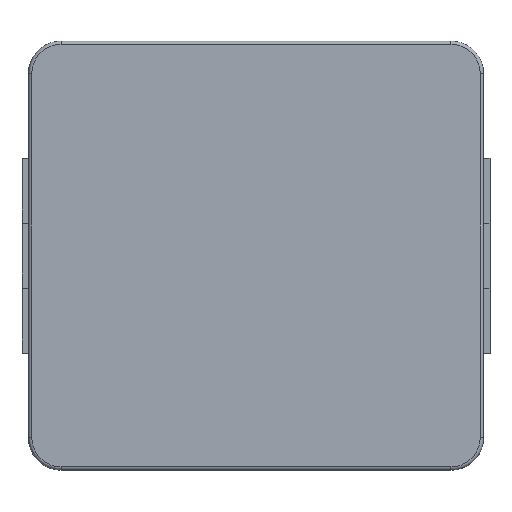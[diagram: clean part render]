
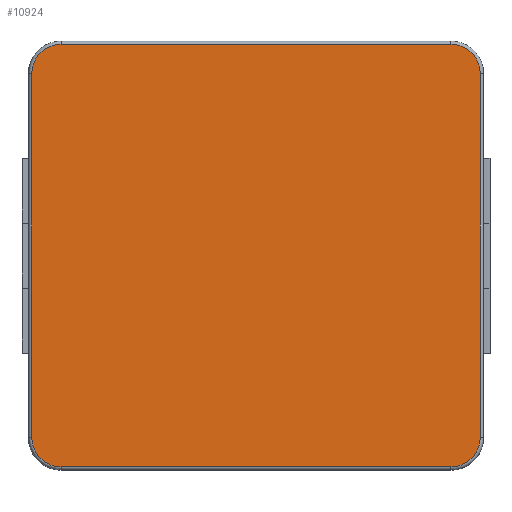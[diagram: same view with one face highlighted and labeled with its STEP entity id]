
A CAD part, top view. The second image highlights one B-rep face of the part: STEP entity #10924.
In plain terms, the highlighted planar face has unit normal (0, 0, 1).
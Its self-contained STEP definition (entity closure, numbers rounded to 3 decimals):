
#43 = FACE_OUTER_BOUND ( 'NONE', #12452, .T. ) ;
#275 = EDGE_CURVE ( 'NONE', #7222, #8719, #7610, .T. ) ;
#420 = ORIENTED_EDGE ( 'NONE', *, *, #10249, .T. ) ;
#717 = ORIENTED_EDGE ( 'NONE', *, *, #11794, .T. ) ;
#1356 = ORIENTED_EDGE ( 'NONE', *, *, #10744, .T. ) ;
#1950 = EDGE_CURVE ( 'NONE', #8719, #1969, #11659, .T. ) ;
#1969 = VERTEX_POINT ( 'NONE', #11637 ) ;
#2171 = PLANE ( 'NONE',  #6946 ) ;
#2173 = ORIENTED_EDGE ( 'NONE', *, *, #275, .T. ) ;
#2342 = CARTESIAN_POINT ( 'NONE',  ( 3., 2.8, 1.8 ) ) ;
#2448 = ORIENTED_EDGE ( 'NONE', *, *, #1950, .T. ) ;
#2762 = DIRECTION ( 'NONE',  ( 0., 0., 1. ) ) ;
#2971 = LINE ( 'NONE', #7391, #11596 ) ;
#3391 = DIRECTION ( 'NONE',  ( 1., 0., 0. ) ) ;
#3742 = LINE ( 'NONE', #11398, #5639 ) ;
#3774 = CARTESIAN_POINT ( 'NONE',  ( -3., 3.25, 1.8 ) ) ;
#4363 = DIRECTION ( 'NONE',  ( 0., 0., 1. ) ) ;
#4398 = DIRECTION ( 'NONE',  ( 1., 0., 0. ) ) ;
#4707 = VERTEX_POINT ( 'NONE', #7556 ) ;
#4833 = DIRECTION ( 'NONE',  ( 0., 0., 1. ) ) ;
#5639 = VECTOR ( 'NONE', #13495, 1000. ) ;
#6094 = DIRECTION ( 'NONE',  ( 1., 0., 0. ) ) ;
#6295 = CARTESIAN_POINT ( 'NONE',  ( -3.45, -2.8, 1.8 ) ) ;
#6470 = CARTESIAN_POINT ( 'NONE',  ( 0., 0., 1.8 ) ) ;
#6501 = CARTESIAN_POINT ( 'NONE',  ( 3.45, 2.8, 1.8 ) ) ;
#6630 = DIRECTION ( 'NONE',  ( 1., 0., 0. ) ) ;
#6762 = DIRECTION ( 'NONE',  ( 0., 0., 1. ) ) ;
#6881 = VERTEX_POINT ( 'NONE', #7294 ) ;
#6946 = AXIS2_PLACEMENT_3D ( 'NONE', #6470, #8417, #4398 ) ;
#7222 = VERTEX_POINT ( 'NONE', #12052 ) ;
#7294 = CARTESIAN_POINT ( 'NONE',  ( -3., -3.25, 1.8 ) ) ;
#7391 = CARTESIAN_POINT ( 'NONE',  ( -3., 3.25, 1.8 ) ) ;
#7556 = CARTESIAN_POINT ( 'NONE',  ( 3., -3.25, 1.8 ) ) ;
#7610 = LINE ( 'NONE', #6501, #12410 ) ;
#7838 = AXIS2_PLACEMENT_3D ( 'NONE', #2342, #4363, #3391 ) ;
#7952 = ORIENTED_EDGE ( 'NONE', *, *, #10389, .T. ) ;
#8025 = CARTESIAN_POINT ( 'NONE',  ( 3., -2.8, 1.8 ) ) ;
#8169 = CARTESIAN_POINT ( 'NONE',  ( -3.45, 2.8, 1.8 ) ) ;
#8185 = LINE ( 'NONE', #6295, #10738 ) ;
#8417 = DIRECTION ( 'NONE',  ( 0., 0., 1. ) ) ;
#8719 = VERTEX_POINT ( 'NONE', #9471 ) ;
#8720 = CARTESIAN_POINT ( 'NONE',  ( -3., -2.8, 1.8 ) ) ;
#8730 = AXIS2_PLACEMENT_3D ( 'NONE', #8025, #4833, #9066 ) ;
#9029 = ORIENTED_EDGE ( 'NONE', *, *, #12598, .T. ) ;
#9066 = DIRECTION ( 'NONE',  ( 1., 0., 0. ) ) ;
#9099 = VERTEX_POINT ( 'NONE', #8169 ) ;
#9176 = CIRCLE ( 'NONE', #8730, 0.45 ) ;
#9333 = VERTEX_POINT ( 'NONE', #3774 ) ;
#9471 = CARTESIAN_POINT ( 'NONE',  ( 3.45, 2.8, 1.8 ) ) ;
#10179 = VERTEX_POINT ( 'NONE', #11433 ) ;
#10249 = EDGE_CURVE ( 'NONE', #9333, #9099, #11444, .T. ) ;
#10389 = EDGE_CURVE ( 'NONE', #6881, #4707, #3742, .T. ) ;
#10413 = DIRECTION ( 'NONE',  ( -1., 0., 0. ) ) ;
#10738 = VECTOR ( 'NONE', #13765, 1000. ) ;
#10744 = EDGE_CURVE ( 'NONE', #10179, #6881, #13424, .T. ) ;
#10897 = EDGE_CURVE ( 'NONE', #4707, #7222, #9176, .T. ) ;
#10924 = ADVANCED_FACE ( 'NONE', ( #43 ), #2171, .T. ) ;
#11123 = CARTESIAN_POINT ( 'NONE',  ( -3., 2.8, 1.8 ) ) ;
#11398 = CARTESIAN_POINT ( 'NONE',  ( 3., -3.25, 1.8 ) ) ;
#11433 = CARTESIAN_POINT ( 'NONE',  ( -3.45, -2.8, 1.8 ) ) ;
#11444 = CIRCLE ( 'NONE', #12357, 0.45 ) ;
#11596 = VECTOR ( 'NONE', #10413, 1000. ) ;
#11637 = CARTESIAN_POINT ( 'NONE',  ( 3., 3.25, 1.8 ) ) ;
#11659 = CIRCLE ( 'NONE', #7838, 0.45 ) ;
#11665 = AXIS2_PLACEMENT_3D ( 'NONE', #8720, #6762, #6630 ) ;
#11794 = EDGE_CURVE ( 'NONE', #9099, #10179, #8185, .T. ) ;
#11844 = ORIENTED_EDGE ( 'NONE', *, *, #10897, .T. ) ;
#12052 = CARTESIAN_POINT ( 'NONE',  ( 3.45, -2.8, 1.8 ) ) ;
#12244 = DIRECTION ( 'NONE',  ( 0., 1., 0. ) ) ;
#12357 = AXIS2_PLACEMENT_3D ( 'NONE', #11123, #2762, #6094 ) ;
#12410 = VECTOR ( 'NONE', #12244, 1000. ) ;
#12452 = EDGE_LOOP ( 'NONE', ( #9029, #420, #717, #1356, #7952, #11844, #2173, #2448 ) ) ;
#12598 = EDGE_CURVE ( 'NONE', #1969, #9333, #2971, .T. ) ;
#13424 = CIRCLE ( 'NONE', #11665, 0.45 ) ;
#13495 = DIRECTION ( 'NONE',  ( 1., 0., 0. ) ) ;
#13765 = DIRECTION ( 'NONE',  ( 0., -1., 0. ) ) ;
